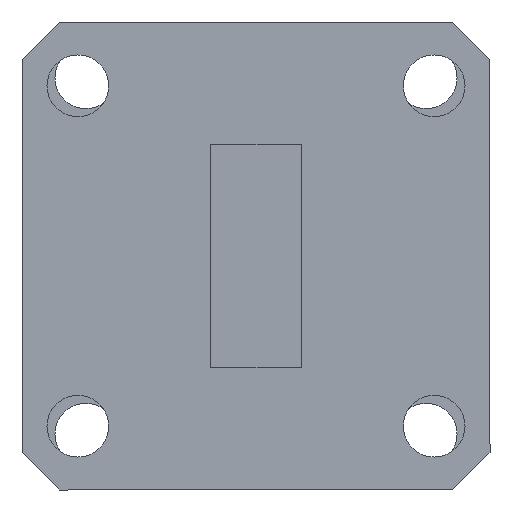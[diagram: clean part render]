
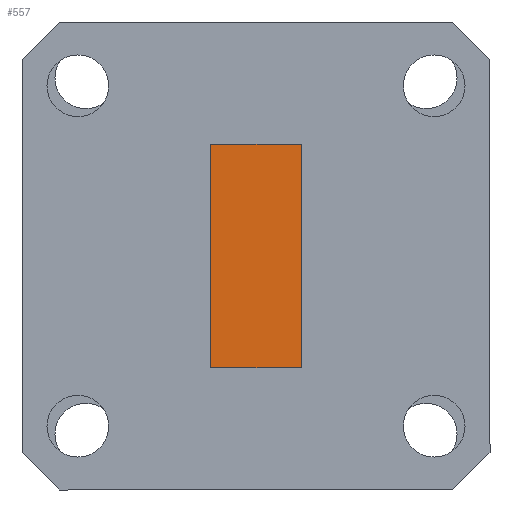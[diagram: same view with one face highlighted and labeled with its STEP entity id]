
A CAD part, left-side view. The second image highlights one B-rep face of the part: STEP entity #557.
In plain terms, the highlighted planar face has unit normal (-1, 0, 0).
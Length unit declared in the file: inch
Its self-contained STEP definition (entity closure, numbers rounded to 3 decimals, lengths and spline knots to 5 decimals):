
#86 = ORIENTED_EDGE ( 'NONE', *, *, #541, .T. ) ;
#113 = DIRECTION ( 'NONE',  ( 0., 0., 1. ) ) ;
#184 = CARTESIAN_POINT ( 'NONE',  ( -2.33, -0.085, -0.21 ) ) ;
#211 = VECTOR ( 'NONE', #1142, 39.37008 ) ;
#239 = DIRECTION ( 'NONE',  ( -1., 0., 0. ) ) ;
#248 = EDGE_LOOP ( 'NONE', ( #262, #1660, #1116, #86 ) ) ;
#253 = FACE_OUTER_BOUND ( 'NONE', #248, .T. ) ;
#262 = ORIENTED_EDGE ( 'NONE', *, *, #561, .T. ) ;
#428 = LINE ( 'NONE', #1262, #718 ) ;
#453 = VERTEX_POINT ( 'NONE', #973 ) ;
#463 = CARTESIAN_POINT ( 'NONE',  ( -2.33, 0.085, -0.21 ) ) ;
#483 = EDGE_CURVE ( 'NONE', #598, #1069, #1559, .T. ) ;
#541 = EDGE_CURVE ( 'NONE', #1069, #453, #428, .T. ) ;
#555 = LINE ( 'NONE', #719, #211 ) ;
#557 = ADVANCED_FACE ( 'NONE', ( #253 ), #1540, .T. ) ;
#561 = EDGE_CURVE ( 'NONE', #453, #1249, #555, .T. ) ;
#573 = LINE ( 'NONE', #1639, #782 ) ;
#598 = VERTEX_POINT ( 'NONE', #861 ) ;
#718 = VECTOR ( 'NONE', #113, 39.37008 ) ;
#719 = CARTESIAN_POINT ( 'NONE',  ( -2.33, 0.085, 0.21 ) ) ;
#724 = DIRECTION ( 'NONE',  ( 0., 0., 1. ) ) ;
#782 = VECTOR ( 'NONE', #841, 39.37008 ) ;
#841 = DIRECTION ( 'NONE',  ( 0., 0., -1. ) ) ;
#861 = CARTESIAN_POINT ( 'NONE',  ( -2.33, 0.085, -0.21 ) ) ;
#973 = CARTESIAN_POINT ( 'NONE',  ( -2.33, -0.085, 0.21 ) ) ;
#1010 = CARTESIAN_POINT ( 'NONE',  ( -2.33, 0., 0. ) ) ;
#1069 = VERTEX_POINT ( 'NONE', #184 ) ;
#1116 = ORIENTED_EDGE ( 'NONE', *, *, #483, .T. ) ;
#1142 = DIRECTION ( 'NONE',  ( 0., 1., 0. ) ) ;
#1249 = VERTEX_POINT ( 'NONE', #1291 ) ;
#1262 = CARTESIAN_POINT ( 'NONE',  ( -2.33, -0.085, -0.21 ) ) ;
#1291 = CARTESIAN_POINT ( 'NONE',  ( -2.33, 0.085, 0.21 ) ) ;
#1314 = VECTOR ( 'NONE', #1654, 39.37008 ) ;
#1400 = EDGE_CURVE ( 'NONE', #1249, #598, #573, .T. ) ;
#1476 = AXIS2_PLACEMENT_3D ( 'NONE', #1010, #239, #724 ) ;
#1540 = PLANE ( 'NONE',  #1476 ) ;
#1559 = LINE ( 'NONE', #463, #1314 ) ;
#1639 = CARTESIAN_POINT ( 'NONE',  ( -2.33, 0.085, -0.21 ) ) ;
#1654 = DIRECTION ( 'NONE',  ( 0., -1., 0. ) ) ;
#1660 = ORIENTED_EDGE ( 'NONE', *, *, #1400, .T. ) ;
